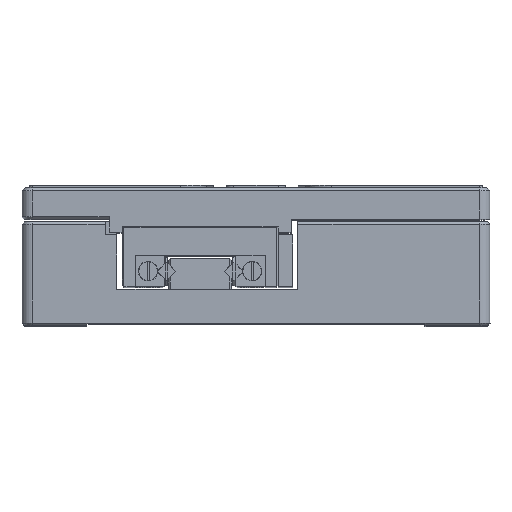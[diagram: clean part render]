
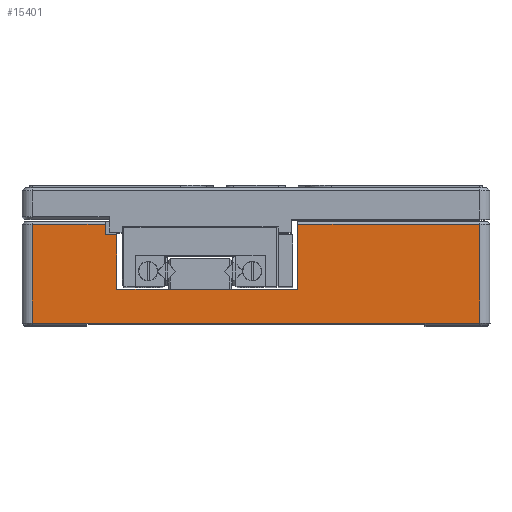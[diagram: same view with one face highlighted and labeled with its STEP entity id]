
A CAD part, top view. The second image highlights one B-rep face of the part: STEP entity #15401.
In plain terms, the highlighted planar face has unit normal (0, 0, 1).
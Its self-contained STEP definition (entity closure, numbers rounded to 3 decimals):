
#1137 = CARTESIAN_POINT ( 'NONE',  ( -45., -19.5, 45. ) ) ;
#1338 = ORIENTED_EDGE ( 'NONE', *, *, #5423, .T. ) ;
#1628 = CARTESIAN_POINT ( 'NONE',  ( 43., -0.5, 45. ) ) ;
#2491 = EDGE_CURVE ( 'NONE', #25901, #13420, #23593, .T. ) ;
#3515 = VERTEX_POINT ( 'NONE', #28391 ) ;
#3860 = CARTESIAN_POINT ( 'NONE',  ( 8.05, -0.5, 45. ) ) ;
#3881 = EDGE_CURVE ( 'NONE', #6710, #32505, #20543, .T. ) ;
#4435 = LINE ( 'NONE', #21833, #20108 ) ;
#5233 = CARTESIAN_POINT ( 'NONE',  ( -45., -19.5, 45. ) ) ;
#5423 = EDGE_CURVE ( 'NONE', #33971, #25901, #18509, .T. ) ;
#5511 = LINE ( 'NONE', #5233, #37853 ) ;
#5650 = LINE ( 'NONE', #36017, #12976 ) ;
#6079 = EDGE_CURVE ( 'NONE', #21343, #33971, #40509, .T. ) ;
#6194 = DIRECTION ( 'NONE',  ( -1., 0., 0. ) ) ;
#6264 = CARTESIAN_POINT ( 'NONE',  ( -26.75, -2.5, 45. ) ) ;
#6710 = VERTEX_POINT ( 'NONE', #33122 ) ;
#7067 = VERTEX_POINT ( 'NONE', #22755 ) ;
#7154 = VECTOR ( 'NONE', #37880, 1000. ) ;
#7614 = DIRECTION ( 'NONE',  ( 0., -1., 0. ) ) ;
#9054 = CARTESIAN_POINT ( 'NONE',  ( 43., -19.5, 45. ) ) ;
#10218 = VECTOR ( 'NONE', #7614, 1000. ) ;
#10631 = PLANE ( 'NONE',  #31794 ) ;
#12767 = EDGE_CURVE ( 'NONE', #18188, #7067, #5511, .T. ) ;
#12976 = VECTOR ( 'NONE', #20395, 1000. ) ;
#13227 = CARTESIAN_POINT ( 'NONE',  ( -45., -13., 45. ) ) ;
#13420 = VERTEX_POINT ( 'NONE', #6264 ) ;
#13437 = ORIENTED_EDGE ( 'NONE', *, *, #29608, .T. ) ;
#14392 = ORIENTED_EDGE ( 'NONE', *, *, #25244, .T. ) ;
#14650 = DIRECTION ( 'NONE',  ( 0., 1., 0. ) ) ;
#14914 = VECTOR ( 'NONE', #21035, 1000. ) ;
#15384 = EDGE_LOOP ( 'NONE', ( #39158, #14392, #18942, #31545, #22205, #25016, #22978, #13437, #25500, #28454, #21415, #1338 ) ) ;
#15401 = ADVANCED_FACE ( 'NONE', ( #37653 ), #10631, .T. ) ;
#15475 = VERTEX_POINT ( 'NONE', #1628 ) ;
#15825 = CARTESIAN_POINT ( 'NONE',  ( -26.75, -13., 45. ) ) ;
#15881 = LINE ( 'NONE', #18457, #30630 ) ;
#15885 = LINE ( 'NONE', #24199, #14914 ) ;
#16918 = DIRECTION ( 'NONE',  ( 0., 0., 1. ) ) ;
#18188 = VERTEX_POINT ( 'NONE', #25526 ) ;
#18457 = CARTESIAN_POINT ( 'NONE',  ( -45., -0.5, 45. ) ) ;
#18509 = LINE ( 'NONE', #13227, #26811 ) ;
#18942 = ORIENTED_EDGE ( 'NONE', *, *, #3881, .T. ) ;
#19109 = CARTESIAN_POINT ( 'NONE',  ( -26.75, 0., 45. ) ) ;
#19192 = EDGE_CURVE ( 'NONE', #23679, #18188, #25885, .T. ) ;
#20108 = VECTOR ( 'NONE', #24975, 1000. ) ;
#20218 = CARTESIAN_POINT ( 'NONE',  ( 8.05, -13., 45. ) ) ;
#20395 = DIRECTION ( 'NONE',  ( -1., 0., 0. ) ) ;
#20543 = LINE ( 'NONE', #24266, #26934 ) ;
#21035 = DIRECTION ( 'NONE',  ( 0., 1., 0. ) ) ;
#21343 = VERTEX_POINT ( 'NONE', #3860 ) ;
#21415 = ORIENTED_EDGE ( 'NONE', *, *, #6079, .T. ) ;
#21607 = DIRECTION ( 'NONE',  ( -1., 0., 0. ) ) ;
#21833 = CARTESIAN_POINT ( 'NONE',  ( -45., -0.5, 45. ) ) ;
#22205 = ORIENTED_EDGE ( 'NONE', *, *, #19192, .T. ) ;
#22264 = CARTESIAN_POINT ( 'NONE',  ( 8.05, 0., 45. ) ) ;
#22564 = VECTOR ( 'NONE', #22882, 1000. ) ;
#22633 = VERTEX_POINT ( 'NONE', #9054 ) ;
#22755 = CARTESIAN_POINT ( 'NONE',  ( -32.5, -19.5, 45. ) ) ;
#22882 = DIRECTION ( 'NONE',  ( 1., 0., 0. ) ) ;
#22908 = CARTESIAN_POINT ( 'NONE',  ( -29., -0.5, 45. ) ) ;
#22978 = ORIENTED_EDGE ( 'NONE', *, *, #26545, .F. ) ;
#23171 = EDGE_CURVE ( 'NONE', #22633, #15475, #15885, .T. ) ;
#23247 = CARTESIAN_POINT ( 'NONE',  ( -43., 0., 45. ) ) ;
#23593 = LINE ( 'NONE', #19109, #39268 ) ;
#23679 = VERTEX_POINT ( 'NONE', #26877 ) ;
#24199 = CARTESIAN_POINT ( 'NONE',  ( 43., 0., 45. ) ) ;
#24266 = CARTESIAN_POINT ( 'NONE',  ( -29., 0., 45. ) ) ;
#24937 = CARTESIAN_POINT ( 'NONE',  ( -45., -2.5, 45. ) ) ;
#24975 = DIRECTION ( 'NONE',  ( -1., 0., 0. ) ) ;
#25016 = ORIENTED_EDGE ( 'NONE', *, *, #12767, .T. ) ;
#25244 = EDGE_CURVE ( 'NONE', #13420, #6710, #28036, .T. ) ;
#25500 = ORIENTED_EDGE ( 'NONE', *, *, #23171, .T. ) ;
#25526 = CARTESIAN_POINT ( 'NONE',  ( -43., -19.5, 45. ) ) ;
#25885 = LINE ( 'NONE', #23247, #10218 ) ;
#25901 = VERTEX_POINT ( 'NONE', #15825 ) ;
#26545 = EDGE_CURVE ( 'NONE', #3515, #7067, #5650, .T. ) ;
#26811 = VECTOR ( 'NONE', #31993, 1000. ) ;
#26877 = CARTESIAN_POINT ( 'NONE',  ( -43., -0.5, 45. ) ) ;
#26934 = VECTOR ( 'NONE', #14650, 1000. ) ;
#28036 = LINE ( 'NONE', #24937, #37339 ) ;
#28391 = CARTESIAN_POINT ( 'NONE',  ( 32.5, -19.5, 45. ) ) ;
#28454 = ORIENTED_EDGE ( 'NONE', *, *, #37322, .T. ) ;
#29374 = EDGE_CURVE ( 'NONE', #32505, #23679, #4435, .T. ) ;
#29608 = EDGE_CURVE ( 'NONE', #3515, #22633, #37283, .T. ) ;
#30630 = VECTOR ( 'NONE', #21607, 1000. ) ;
#31545 = ORIENTED_EDGE ( 'NONE', *, *, #29374, .T. ) ;
#31794 = AXIS2_PLACEMENT_3D ( 'NONE', #35689, #16918, #38859 ) ;
#31993 = DIRECTION ( 'NONE',  ( -1., 0., 0. ) ) ;
#32505 = VERTEX_POINT ( 'NONE', #22908 ) ;
#33122 = CARTESIAN_POINT ( 'NONE',  ( -29., -2.5, 45. ) ) ;
#33436 = DIRECTION ( 'NONE',  ( 1., 0., 0. ) ) ;
#33971 = VERTEX_POINT ( 'NONE', #20218 ) ;
#34848 = DIRECTION ( 'NONE',  ( 0., 1., 0. ) ) ;
#35689 = CARTESIAN_POINT ( 'NONE',  ( -45., 0., 45. ) ) ;
#36017 = CARTESIAN_POINT ( 'NONE',  ( 0., -19.5, 45. ) ) ;
#37283 = LINE ( 'NONE', #1137, #22564 ) ;
#37322 = EDGE_CURVE ( 'NONE', #15475, #21343, #15881, .T. ) ;
#37339 = VECTOR ( 'NONE', #6194, 1000. ) ;
#37653 = FACE_OUTER_BOUND ( 'NONE', #15384, .T. ) ;
#37853 = VECTOR ( 'NONE', #33436, 1000. ) ;
#37880 = DIRECTION ( 'NONE',  ( 0., -1., 0. ) ) ;
#38859 = DIRECTION ( 'NONE',  ( 1., 0., 0. ) ) ;
#39158 = ORIENTED_EDGE ( 'NONE', *, *, #2491, .T. ) ;
#39268 = VECTOR ( 'NONE', #34848, 1000. ) ;
#40509 = LINE ( 'NONE', #22264, #7154 ) ;
